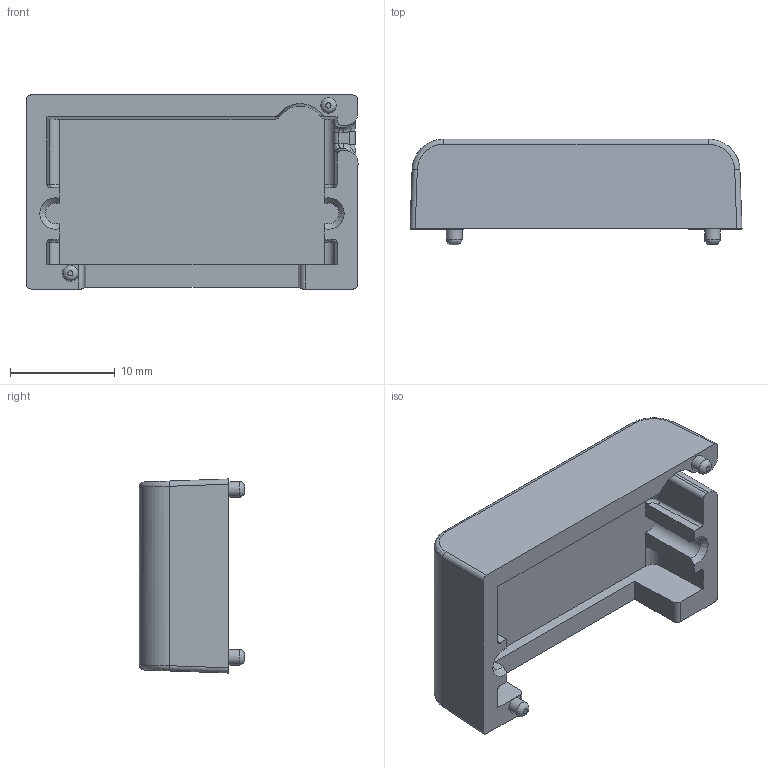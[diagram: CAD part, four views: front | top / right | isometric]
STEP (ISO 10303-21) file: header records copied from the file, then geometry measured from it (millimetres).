
FILE_DESCRIPTION(/* description */ (''),/* implementation_level */ '2;1');
FILE_NAME(/* name */ 'Top.ipt.step',/* time_stamp */ '2020-04-16T23:16:58-04:00',/* author */ ('Jordan'),/* organization */ (''),/* preprocessor_version */ 'ST-DEVELOPER v17',/* originating_system */ 'Autodesk Inventor 2019',/* authorisation */ '');
FILE_SCHEMA (('AUTOMOTIVE_DESIGN { 1 0 10303 214 3 1 1 }'));
Length unit declared in the file: inch
Products named in the file (1): Top
Bounding box: 31.64 x 10.05 x 18.5 mm (x, y, z)
Volume: 2035.7 mm3; surface area: 2288.6 mm2
Topology: 1 solids, 1 shells, 90 faces, 242 edges, 156 vertices
Faces by surface type: cylinder 30, plane 29, bspline 24, torus 4, cone 3
Full cylindrical faces by diameter (mm): 1.5 x2
Entity records: 4869 total; most frequent: CARTESIAN_POINT 2703, ORIENTED_EDGE 484, DIRECTION 410, EDGE_CURVE 242, AXIS2_PLACEMENT_3D 157, VERTEX_POINT 156, LINE 96, VECTOR 96
